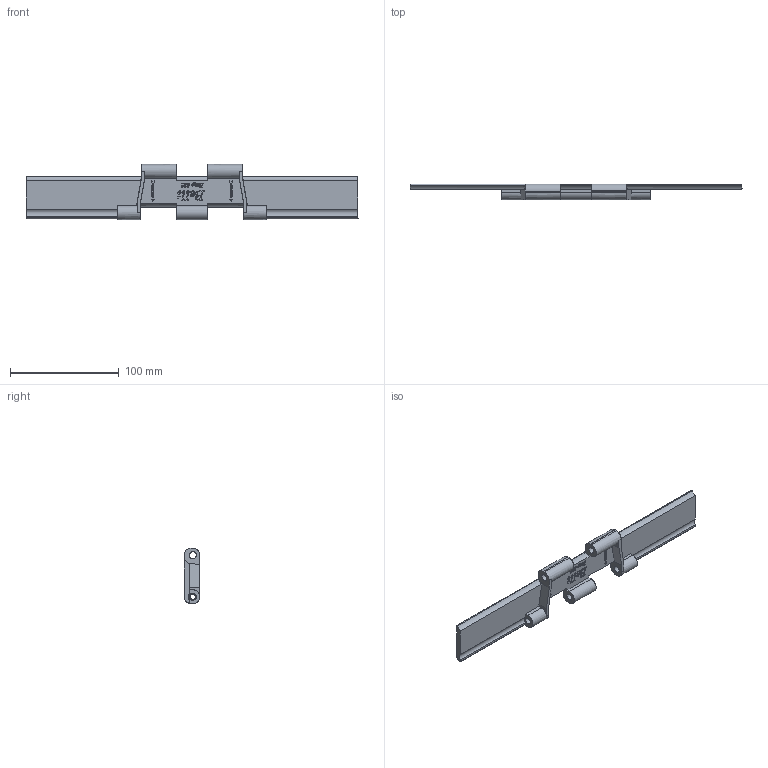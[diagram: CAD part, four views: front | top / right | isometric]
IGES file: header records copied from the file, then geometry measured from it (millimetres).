
Start section: SolidWorks IGES file using analytic representation for surfaces
Global section: file name: Bellt - 001624 - Btop 821 K1200.IGS; native system: SolidWorks 2024; preprocessor: SolidWorks 2024; author: User; date: 250922.112230; units: millimetre
Bounding box: 304.8 x 14.3 x 50.81 mm (x, y, z)
Surface area: 32598.3 mm2 (no closed solid volume)
Topology: 0 solids, 0 shells, 691 faces, 7907 edges, 7907 vertices
Faces by surface type: bspline 647, revolution 44
